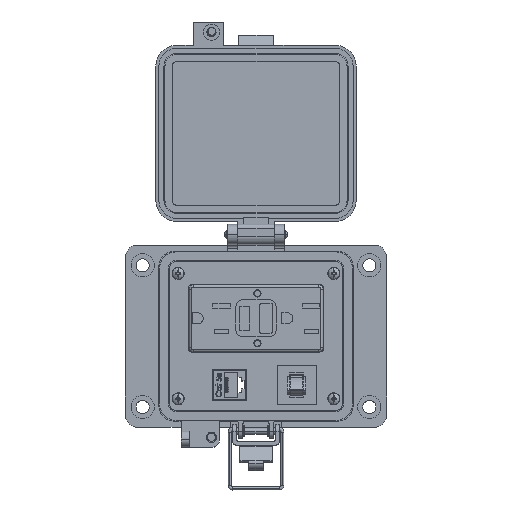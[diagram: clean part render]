
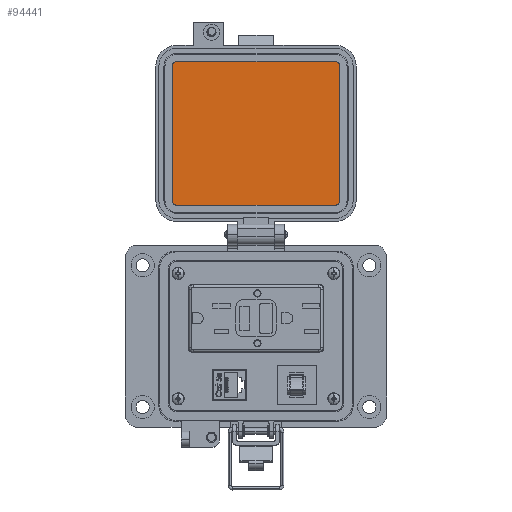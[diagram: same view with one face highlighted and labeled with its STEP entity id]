
A CAD part, top view. The second image highlights one B-rep face of the part: STEP entity #94441.
In plain terms, the highlighted planar face has unit normal (0, 0, 1).
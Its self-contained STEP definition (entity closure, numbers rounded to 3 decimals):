
#769 = CARTESIAN_POINT ( 'NONE',  ( 38.212, 60.004, 19.202 ) ) ;
#1701 = VECTOR ( 'NONE', #7500, 1000. ) ;
#2181 = CARTESIAN_POINT ( 'NONE',  ( -42.469, 128.688, 19.202 ) ) ;
#4185 = CIRCLE ( 'NONE', #147617, 2.299 ) ;
#7500 = DIRECTION ( 'NONE',  ( 0., 1., 0. ) ) ;
#13608 = CIRCLE ( 'NONE', #135994, 2.299 ) ;
#15917 = DIRECTION ( 'NONE',  ( -1., 0., 0. ) ) ;
#26376 = EDGE_LOOP ( 'NONE', ( #133757, #143417, #100357, #194220, #163544, #187436, #78834, #197905 ) ) ;
#28480 = DIRECTION ( 'NONE',  ( 0., 0., -1. ) ) ;
#31827 = EDGE_CURVE ( 'NONE', #154045, #175976, #144975, .T. ) ;
#32119 = EDGE_CURVE ( 'NONE', #200061, #77450, #173858, .T. ) ;
#33451 = EDGE_CURVE ( 'NONE', #85099, #154045, #104541, .T. ) ;
#41689 = DIRECTION ( 'NONE',  ( 1., 0., 0. ) ) ;
#50612 = AXIS2_PLACEMENT_3D ( 'NONE', #191607, #28480, #41689 ) ;
#53069 = DIRECTION ( 'NONE',  ( 1., 0., 0. ) ) ;
#53730 = CARTESIAN_POINT ( 'NONE',  ( 35.912, 57.705, 19.202 ) ) ;
#54162 = LINE ( 'NONE', #99160, #104415 ) ;
#56994 = DIRECTION ( 'NONE',  ( 0., 0., -1. ) ) ;
#62014 = EDGE_CURVE ( 'NONE', #77450, #85099, #4185, .T. ) ;
#67223 = CARTESIAN_POINT ( 'NONE',  ( 38.212, 93.196, 19.202 ) ) ;
#70190 = DIRECTION ( 'NONE',  ( -1., 0., 0. ) ) ;
#73456 = DIRECTION ( 'NONE',  ( 0., -1., 0. ) ) ;
#77450 = VERTEX_POINT ( 'NONE', #201320 ) ;
#78746 = DIRECTION ( 'NONE',  ( 0., 0., -1. ) ) ;
#78834 = ORIENTED_EDGE ( 'NONE', *, *, #181802, .F. ) ;
#83663 = LINE ( 'NONE', #67223, #117873 ) ;
#85099 = VERTEX_POINT ( 'NONE', #2181 ) ;
#85762 = EDGE_CURVE ( 'NONE', #170693, #126302, #54162, .T. ) ;
#85953 = CARTESIAN_POINT ( 'NONE',  ( -3.279, 128.688, 19.202 ) ) ;
#94441 = ADVANCED_FACE ( 'NONE', ( #154456 ), #205874, .T. ) ;
#95928 = AXIS2_PLACEMENT_3D ( 'NONE', #166932, #101305, #168014 ) ;
#99160 = CARTESIAN_POINT ( 'NONE',  ( -3.279, 57.705, 19.202 ) ) ;
#99923 = CARTESIAN_POINT ( 'NONE',  ( -44.769, 60.004, 19.202 ) ) ;
#100357 = ORIENTED_EDGE ( 'NONE', *, *, #31827, .F. ) ;
#101305 = DIRECTION ( 'NONE',  ( 0., 0., -1. ) ) ;
#103086 = CARTESIAN_POINT ( 'NONE',  ( 39.871, 130.108, 19.202 ) ) ;
#104415 = VECTOR ( 'NONE', #15917, 1000. ) ;
#104541 = LINE ( 'NONE', #85953, #137174 ) ;
#107389 = CARTESIAN_POINT ( 'NONE',  ( 35.912, 60.004, 19.202 ) ) ;
#109597 = CARTESIAN_POINT ( 'NONE',  ( 35.912, 128.688, 19.202 ) ) ;
#110510 = DIRECTION ( 'NONE',  ( 0., -1., 0. ) ) ;
#117873 = VECTOR ( 'NONE', #191547, 1000. ) ;
#120560 = DIRECTION ( 'NONE',  ( 0., 0., 1. ) ) ;
#126302 = VERTEX_POINT ( 'NONE', #128306 ) ;
#128306 = CARTESIAN_POINT ( 'NONE',  ( -42.469, 57.705, 19.202 ) ) ;
#133757 = ORIENTED_EDGE ( 'NONE', *, *, #160322, .F. ) ;
#135994 = AXIS2_PLACEMENT_3D ( 'NONE', #107389, #56994, #73456 ) ;
#137174 = VECTOR ( 'NONE', #53069, 1000. ) ;
#143329 = CARTESIAN_POINT ( 'NONE',  ( -42.469, 126.389, 19.202 ) ) ;
#143417 = ORIENTED_EDGE ( 'NONE', *, *, #163602, .F. ) ;
#144975 = CIRCLE ( 'NONE', #50612, 2.299 ) ;
#147617 = AXIS2_PLACEMENT_3D ( 'NONE', #143329, #78746, #110510 ) ;
#154045 = VERTEX_POINT ( 'NONE', #109597 ) ;
#154456 = FACE_OUTER_BOUND ( 'NONE', #26376, .T. ) ;
#157480 = CARTESIAN_POINT ( 'NONE',  ( -44.769, 93.196, 19.202 ) ) ;
#160322 = EDGE_CURVE ( 'NONE', #160913, #170693, #13608, .T. ) ;
#160913 = VERTEX_POINT ( 'NONE', #769 ) ;
#162299 = CIRCLE ( 'NONE', #95928, 2.299 ) ;
#163544 = ORIENTED_EDGE ( 'NONE', *, *, #62014, .F. ) ;
#163602 = EDGE_CURVE ( 'NONE', #175976, #160913, #83663, .T. ) ;
#166932 = CARTESIAN_POINT ( 'NONE',  ( -42.469, 60.004, 19.202 ) ) ;
#168014 = DIRECTION ( 'NONE',  ( 1., 0., 0. ) ) ;
#170693 = VERTEX_POINT ( 'NONE', #53730 ) ;
#171806 = AXIS2_PLACEMENT_3D ( 'NONE', #103086, #120560, #70190 ) ;
#173858 = LINE ( 'NONE', #157480, #1701 ) ;
#175976 = VERTEX_POINT ( 'NONE', #196989 ) ;
#181802 = EDGE_CURVE ( 'NONE', #126302, #200061, #162299, .T. ) ;
#187436 = ORIENTED_EDGE ( 'NONE', *, *, #32119, .F. ) ;
#191547 = DIRECTION ( 'NONE',  ( 0., -1., 0. ) ) ;
#191607 = CARTESIAN_POINT ( 'NONE',  ( 35.912, 126.389, 19.202 ) ) ;
#194220 = ORIENTED_EDGE ( 'NONE', *, *, #33451, .F. ) ;
#196989 = CARTESIAN_POINT ( 'NONE',  ( 38.212, 126.389, 19.202 ) ) ;
#197905 = ORIENTED_EDGE ( 'NONE', *, *, #85762, .F. ) ;
#200061 = VERTEX_POINT ( 'NONE', #99923 ) ;
#201320 = CARTESIAN_POINT ( 'NONE',  ( -44.769, 126.389, 19.202 ) ) ;
#205874 = PLANE ( 'NONE',  #171806 ) ;
